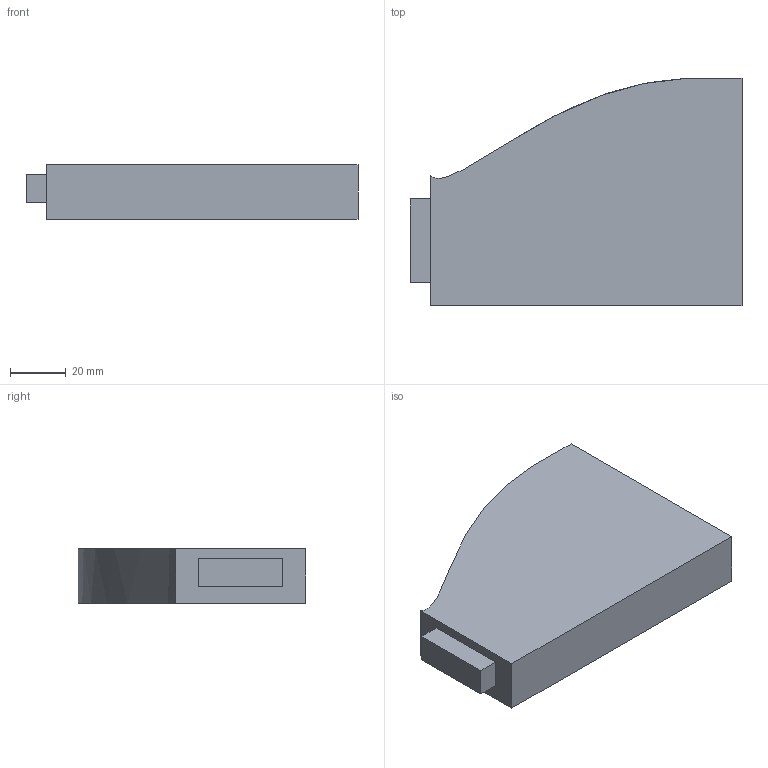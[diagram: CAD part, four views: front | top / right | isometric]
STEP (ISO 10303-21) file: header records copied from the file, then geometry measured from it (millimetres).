
FILE_DESCRIPTION(/* description */ (''),/* implementation_level */ '2;1');
FILE_NAME(/* name */ 'servoPlateformLeft.step',/* time_stamp */ '2023-05-29T16:04:53+02:00',/* author */ (''),/* organization */ (''),/* preprocessor_version */ 'ST-DEVELOPER v19.2',/* originating_system */ 'Autodesk Translation Framework v12.4.0.73',/* authorisation */ '');
FILE_SCHEMA (('AUTOMOTIVE_DESIGN { 1 0 10303 214 3 1 1 }'));
Length unit declared in the file: millimetre
Products named in the file (1): piece_plucking
Bounding box: 119 x 81.5 x 19.51 mm (x, y, z)
Volume: 148264.1 mm3; surface area: 24208.6 mm2
Topology: 1 solids, 1 shells, 17 faces, 39 edges, 26 vertices
Faces by surface type: plane 16, bspline 1
Entity records: 698 total; most frequent: CARTESIAN_POINT 288, ORIENTED_EDGE 78, DIRECTION 71, EDGE_CURVE 39, LINE 37, VECTOR 37, VERTEX_POINT 26, EDGE_LOOP 19
